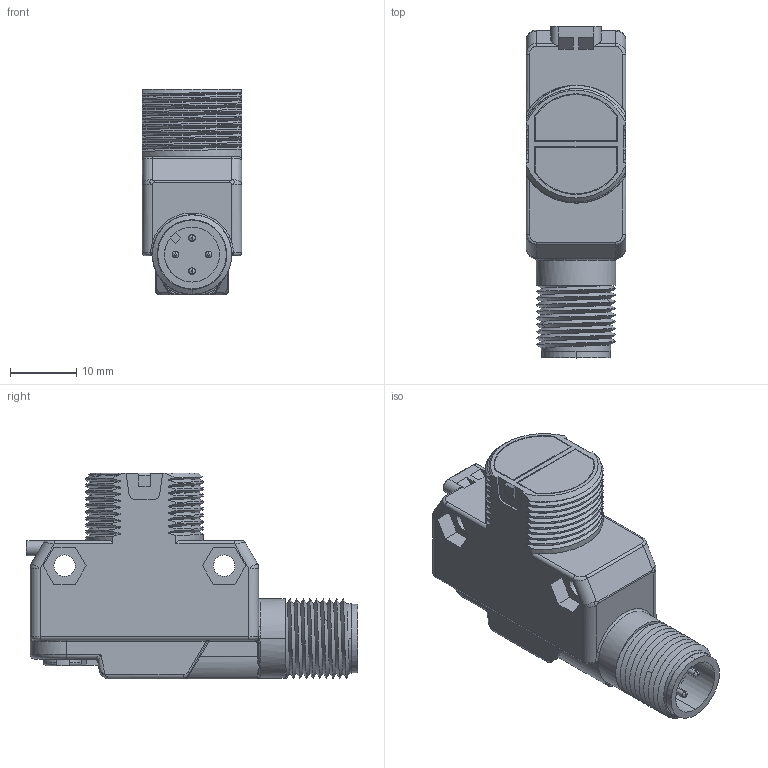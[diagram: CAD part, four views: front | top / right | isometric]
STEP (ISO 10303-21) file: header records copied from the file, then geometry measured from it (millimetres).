
FILE_DESCRIPTION((''),'2;1');
FILE_NAME('139711_SW','2008-05-07T',('banengservice'),('BANNER ENGINEERING'),'PRO/ENGINEER BY PARAMETRIC TECHNOLOGY CORPORATION, 2006170','PRO/ENGINEER BY PARAMETRIC TECHNOLOGY CORPORATION, 2006170','');
FILE_SCHEMA(('CONFIG_CONTROL_DESIGN'));
Length unit declared in the file: inch
Products named in the file (1): 139711_SW
Bounding box: 15 x 50.11 x 31.1 mm (x, y, z)
Volume: 12237.3 mm3; surface area: 5324.3 mm2
Topology: 1 solids, 1 shells, 443 faces, 1120 edges, 697 vertices
Faces by surface type: plane 145, cylinder 140, bspline 119, torus 26, sphere 10, cone 3
Entity records: 23850 total; most frequent: CARTESIAN_POINT 14004, ORIENTED_EDGE 2236, DIRECTION 1719, EDGE_CURVE 1118, VERTEX_POINT 697, AXIS2_PLACEMENT_3D 585, VECTOR 549, LINE 549
